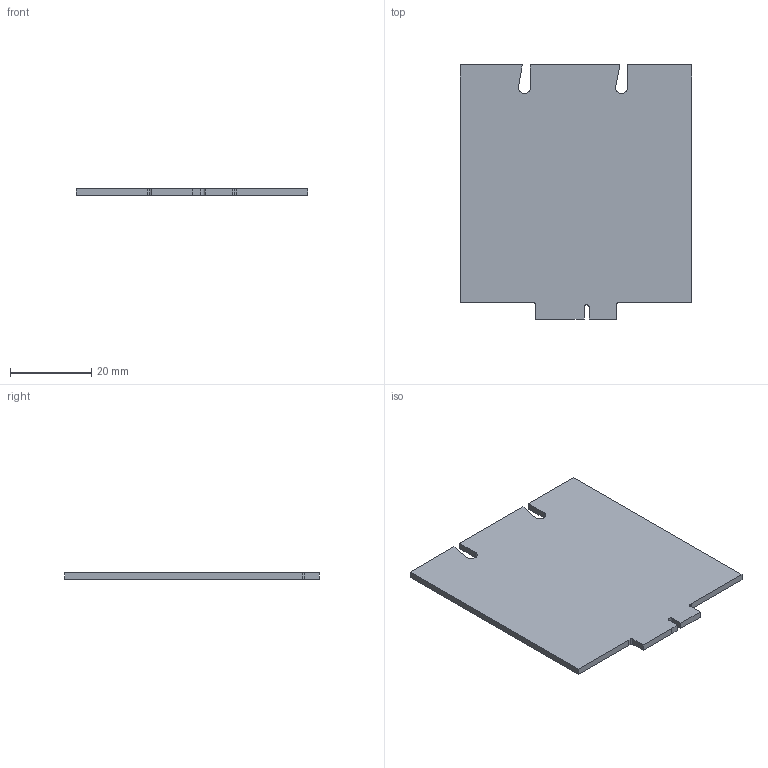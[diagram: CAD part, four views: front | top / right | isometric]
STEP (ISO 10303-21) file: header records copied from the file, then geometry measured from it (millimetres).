
FILE_DESCRIPTION(('KiCad electronic assembly'),'2;1');
FILE_NAME('wallys-qca-pn02.1-card.step','2021-10-16T01:33:25',( 'An Author'),('A Company'),'Open CASCADE STEP processor 7.5', 'KiCad to STEP converter','Unknown');
FILE_SCHEMA(('AUTOMOTIVE_DESIGN { 1 0 10303 214 1 1 1 1 }'));
Length unit declared in the file: millimetre
Products named in the file (2): Open CASCADE STEP translator 7.5 1; SOLID
Assembly tree (1 placements, depth 2):
  Open CASCADE STEP translator 7.5 1
    SOLID
Bounding box: 57 x 62.5 x 1.6 mm (x, y, z)
Volume: 5401.1 mm3; surface area: 7187.8 mm2
Topology: 1 solids, 1 shells, 27 faces, 75 edges, 50 vertices
Faces by surface type: plane 22, cylinder 5
Entity records: 1881 total; most frequent: CARTESIAN_POINT 304, DIRECTION 293, LINE 205, VECTOR 205, ORIENTED_EDGE 150, PCURVE 150, DEFINITIONAL_REPRESENTATION 150, EDGE_CURVE 75
